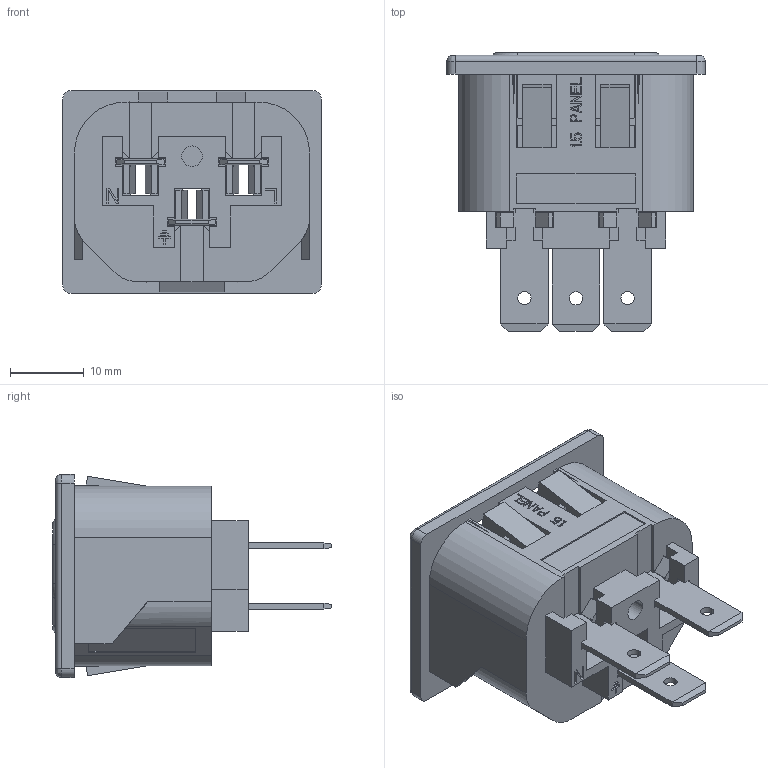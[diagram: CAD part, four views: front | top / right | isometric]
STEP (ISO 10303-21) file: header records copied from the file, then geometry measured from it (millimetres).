
FILE_DESCRIPTION (( 'STEP AP214' ), '1' );
FILE_NAME ('ACM-2F-N15Q6-LC_3D.step', '2023-11-15T17:20:19', ( '' ), ( '' ), 'SwSTEP 2.0', 'SolidWorks 2022', '' );
FILE_SCHEMA (( 'AUTOMOTIVE_DESIGN' ));
Length unit declared in the file: inch
Products named in the file (1): ACM-2F-N15Q6-LC_3D
Bounding box: 35.08 x 37.83 x 27.56 mm (x, y, z)
Volume: 10504.9 mm3; surface area: 10842.4 mm2
Topology: 4 solids, 4 shells, 591 faces, 1648 edges, 1076 vertices
Faces by surface type: plane 505, cylinder 70, torus 12, bspline 4
Entity records: 18815 total; most frequent: CARTESIAN_POINT 3404, ORIENTED_EDGE 3296, DIRECTION 2978, EDGE_CURVE 1648, VECTOR 1490, LINE 1490, VERTEX_POINT 1076, AXIS2_PLACEMENT_3D 744
